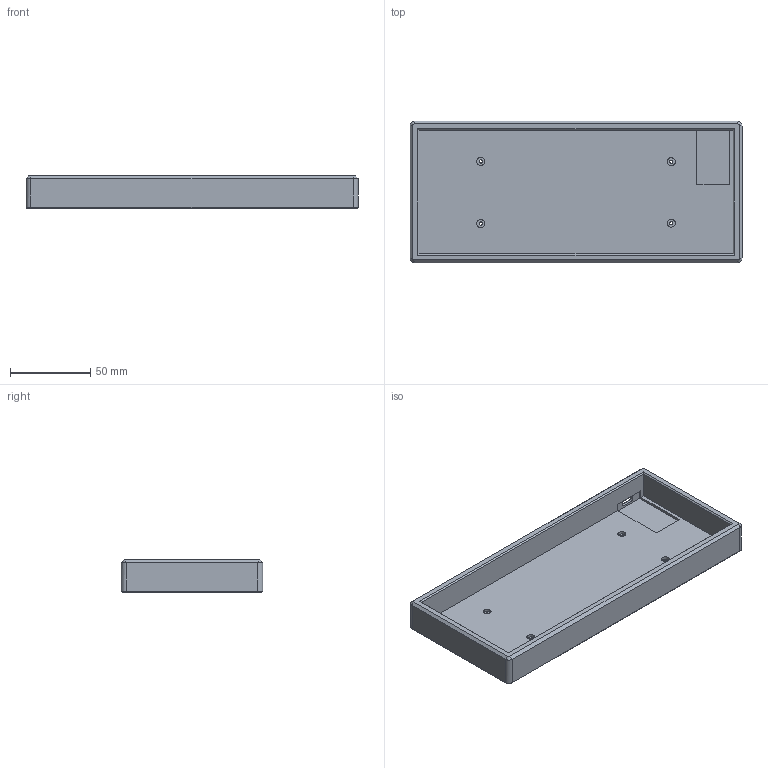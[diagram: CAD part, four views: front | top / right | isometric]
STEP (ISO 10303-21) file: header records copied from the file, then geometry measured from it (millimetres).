
FILE_DESCRIPTION(/* description */ (''),/* implementation_level */ '2;1');
FILE_NAME(/* name */ 'QAZ-Simple_NoHandleHoles.step',/* time_stamp */ '2020-08-24T12:50:30-04:00',/* author */ (''),/* organization */ (''),/* preprocessor_version */ 'ST-DEVELOPER v18.1',/* originating_system */ 'Autodesk Translation Framework v9.3.0.1241',/* authorisation */ '');
FILE_SCHEMA (('AUTOMOTIVE_DESIGN { 1 0 10303 214 3 1 1 }'));
Length unit declared in the file: millimetre
Products named in the file (1): Case-Normal
Bounding box: 207.4 x 88.35 x 20 mm (x, y, z)
Volume: 97709.1 mm3; surface area: 57326.6 mm2
Topology: 1 solids, 1 shells, 103 faces, 240 edges, 146 vertices
Faces by surface type: plane 41, cylinder 40, torus 16, bspline 6
Full cylindrical faces by diameter (mm): 2 x4, 5 x4, 6 x4
Entity records: 3421 total; most frequent: CARTESIAN_POINT 1006, DIRECTION 514, ORIENTED_EDGE 476, EDGE_CURVE 238, AXIS2_PLACEMENT_3D 198, VERTEX_POINT 146, EDGE_LOOP 122, LINE 118
